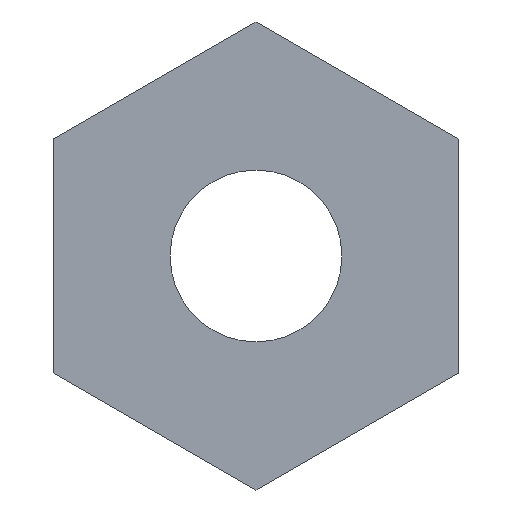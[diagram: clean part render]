
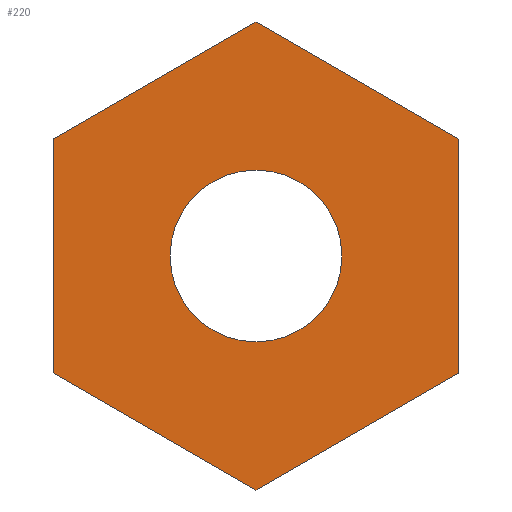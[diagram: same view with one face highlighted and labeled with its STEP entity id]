
A CAD part, left-side view. The second image highlights one B-rep face of the part: STEP entity #220.
In plain terms, the highlighted planar face has unit normal (-1, 0, 0).
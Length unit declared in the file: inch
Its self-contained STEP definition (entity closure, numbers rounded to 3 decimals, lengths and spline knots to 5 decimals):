
#6 = EDGE_LOOP ( 'NONE', ( #232, #301 ) ) ;
#8 = DIRECTION ( 'NONE',  ( 0., 0., -1. ) ) ;
#9 = VERTEX_POINT ( 'NONE', #120 ) ;
#10 = ORIENTED_EDGE ( 'NONE', *, *, #373, .F. ) ;
#27 = CIRCLE ( 'NONE', #150, 0.0795 ) ;
#30 = VECTOR ( 'NONE', #203, 39.37008 ) ;
#39 = CARTESIAN_POINT ( 'NONE',  ( -1., 0.1875, 0.10825 ) ) ;
#43 = CARTESIAN_POINT ( 'NONE',  ( -1., -0.1875, 0.10825 ) ) ;
#46 = LINE ( 'NONE', #224, #95 ) ;
#53 = EDGE_CURVE ( 'NONE', #69, #257, #321, .T. ) ;
#58 = EDGE_CURVE ( 'NONE', #312, #190, #86, .T. ) ;
#67 = FACE_BOUND ( 'NONE', #6, .T. ) ;
#69 = VERTEX_POINT ( 'NONE', #256 ) ;
#73 = VECTOR ( 'NONE', #344, 39.37008 ) ;
#82 = ORIENTED_EDGE ( 'NONE', *, *, #151, .F. ) ;
#86 = CIRCLE ( 'NONE', #279, 0.0795 ) ;
#87 = EDGE_CURVE ( 'NONE', #257, #252, #241, .T. ) ;
#88 = ORIENTED_EDGE ( 'NONE', *, *, #253, .F. ) ;
#95 = VECTOR ( 'NONE', #260, 39.37008 ) ;
#96 = CARTESIAN_POINT ( 'NONE',  ( -1., 0.1875, -0.10825 ) ) ;
#114 = VECTOR ( 'NONE', #372, 39.37008 ) ;
#115 = DIRECTION ( 'NONE',  ( 0., -0.866, -0.5 ) ) ;
#117 = LINE ( 'NONE', #231, #114 ) ;
#120 = CARTESIAN_POINT ( 'NONE',  ( -1., 0., -0.21651 ) ) ;
#127 = CARTESIAN_POINT ( 'NONE',  ( -1., 0.1875, 0.10825 ) ) ;
#128 = ORIENTED_EDGE ( 'NONE', *, *, #87, .F. ) ;
#133 = CARTESIAN_POINT ( 'NONE',  ( -1., 0., 0.21651 ) ) ;
#136 = CARTESIAN_POINT ( 'NONE',  ( -1., 0., 0.0795 ) ) ;
#142 = EDGE_CURVE ( 'NONE', #190, #312, #27, .T. ) ;
#150 = AXIS2_PLACEMENT_3D ( 'NONE', #347, #290, #171 ) ;
#151 = EDGE_CURVE ( 'NONE', #206, #9, #117, .T. ) ;
#171 = DIRECTION ( 'NONE',  ( 0., 0., -1. ) ) ;
#174 = LINE ( 'NONE', #357, #30 ) ;
#175 = DIRECTION ( 'NONE',  ( 1., 0., 0. ) ) ;
#190 = VERTEX_POINT ( 'NONE', #136 ) ;
#191 = DIRECTION ( 'NONE',  ( 0., -0.866, 0.5 ) ) ;
#196 = VERTEX_POINT ( 'NONE', #43 ) ;
#201 = DIRECTION ( 'NONE',  ( 0., 0., -1. ) ) ;
#203 = DIRECTION ( 'NONE',  ( 0., 0.866, 0.5 ) ) ;
#206 = VERTEX_POINT ( 'NONE', #289 ) ;
#220 = ADVANCED_FACE ( 'NONE', ( #67, #306 ), #351, .F. ) ;
#224 = CARTESIAN_POINT ( 'NONE',  ( -1., -0.1875, 0.10825 ) ) ;
#231 = CARTESIAN_POINT ( 'NONE',  ( -1., -0.1875, -0.10825 ) ) ;
#232 = ORIENTED_EDGE ( 'NONE', *, *, #58, .T. ) ;
#241 = LINE ( 'NONE', #127, #363 ) ;
#252 = VERTEX_POINT ( 'NONE', #133 ) ;
#253 = EDGE_CURVE ( 'NONE', #196, #206, #46, .T. ) ;
#256 = CARTESIAN_POINT ( 'NONE',  ( -1., 0.1875, -0.10825 ) ) ;
#257 = VERTEX_POINT ( 'NONE', #39 ) ;
#260 = DIRECTION ( 'NONE',  ( 0., 0., -1. ) ) ;
#265 = CARTESIAN_POINT ( 'NONE',  ( -1., 0., -0.0795 ) ) ;
#267 = CARTESIAN_POINT ( 'NONE',  ( -1., 0., 0.21651 ) ) ;
#268 = EDGE_LOOP ( 'NONE', ( #82, #88, #362, #128, #326, #10 ) ) ;
#279 = AXIS2_PLACEMENT_3D ( 'NONE', #369, #368, #8 ) ;
#282 = VECTOR ( 'NONE', #115, 39.37008 ) ;
#289 = CARTESIAN_POINT ( 'NONE',  ( -1., -0.1875, -0.10825 ) ) ;
#290 = DIRECTION ( 'NONE',  ( 1., 0., 0. ) ) ;
#294 = EDGE_CURVE ( 'NONE', #252, #196, #316, .T. ) ;
#301 = ORIENTED_EDGE ( 'NONE', *, *, #142, .T. ) ;
#306 = FACE_OUTER_BOUND ( 'NONE', #268, .T. ) ;
#312 = VERTEX_POINT ( 'NONE', #265 ) ;
#316 = LINE ( 'NONE', #267, #282 ) ;
#321 = LINE ( 'NONE', #96, #73 ) ;
#326 = ORIENTED_EDGE ( 'NONE', *, *, #53, .F. ) ;
#344 = DIRECTION ( 'NONE',  ( 0., 0., 1. ) ) ;
#347 = CARTESIAN_POINT ( 'NONE',  ( -1., 0., 0. ) ) ;
#351 = PLANE ( 'NONE',  #374 ) ;
#357 = CARTESIAN_POINT ( 'NONE',  ( -1., 0., -0.21651 ) ) ;
#362 = ORIENTED_EDGE ( 'NONE', *, *, #294, .F. ) ;
#363 = VECTOR ( 'NONE', #191, 39.37008 ) ;
#368 = DIRECTION ( 'NONE',  ( 1., 0., 0. ) ) ;
#369 = CARTESIAN_POINT ( 'NONE',  ( -1., 0., 0. ) ) ;
#371 = CARTESIAN_POINT ( 'NONE',  ( -1., 0., 0. ) ) ;
#372 = DIRECTION ( 'NONE',  ( 0., 0.866, -0.5 ) ) ;
#373 = EDGE_CURVE ( 'NONE', #9, #69, #174, .T. ) ;
#374 = AXIS2_PLACEMENT_3D ( 'NONE', #371, #175, #201 ) ;
